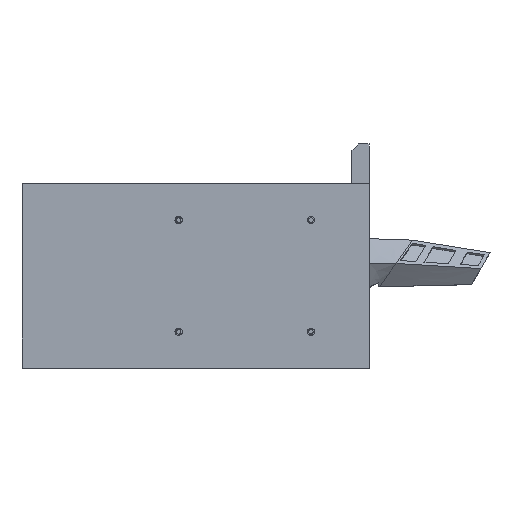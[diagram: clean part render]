
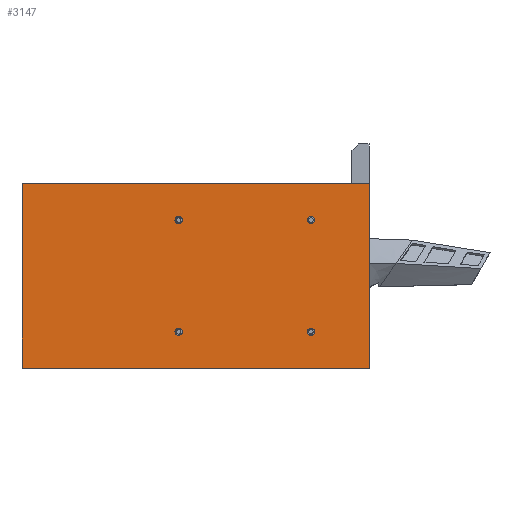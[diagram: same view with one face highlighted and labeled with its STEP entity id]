
A CAD part, left-side view. The second image highlights one B-rep face of the part: STEP entity #3147.
In plain terms, the highlighted planar face has unit normal (-1, 0, 0).
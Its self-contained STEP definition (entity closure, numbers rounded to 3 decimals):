
#104=FACE_BOUND('',#551,.T.);
#105=FACE_BOUND('',#552,.T.);
#106=FACE_BOUND('',#553,.T.);
#107=FACE_BOUND('',#554,.T.);
#169=PLANE('',#3369);
#355=FACE_OUTER_BOUND('',#550,.T.);
#550=EDGE_LOOP('',(#2508,#2509,#2510,#2511));
#551=EDGE_LOOP('',(#2512));
#552=EDGE_LOOP('',(#2513));
#553=EDGE_LOOP('',(#2514));
#554=EDGE_LOOP('',(#2515));
#704=LINE('',#4370,#1046);
#793=LINE('',#4931,#1135);
#807=LINE('',#4978,#1149);
#808=LINE('',#4979,#1150);
#1046=VECTOR('',#3577,10.);
#1135=VECTOR('',#3784,10.);
#1149=VECTOR('',#3836,10.);
#1150=VECTOR('',#3837,10.);
#1380=CIRCLE('',#3354,1.6);
#1382=CIRCLE('',#3358,1.6);
#1384=CIRCLE('',#3362,1.6);
#1386=CIRCLE('',#3366,1.6);
#1445=VERTEX_POINT('',#4367);
#1446=VERTEX_POINT('',#4369);
#1536=VERTEX_POINT('',#4928);
#1537=VERTEX_POINT('',#4930);
#1544=VERTEX_POINT('',#4950);
#1546=VERTEX_POINT('',#4957);
#1548=VERTEX_POINT('',#4964);
#1550=VERTEX_POINT('',#4971);
#1751=EDGE_CURVE('',#1445,#1446,#704,.T.);
#1885=EDGE_CURVE('',#1537,#1536,#793,.T.);
#1895=EDGE_CURVE('',#1544,#1544,#1380,.T.);
#1898=EDGE_CURVE('',#1546,#1546,#1382,.T.);
#1901=EDGE_CURVE('',#1548,#1548,#1384,.T.);
#1904=EDGE_CURVE('',#1550,#1550,#1386,.T.);
#1907=EDGE_CURVE('',#1536,#1446,#807,.T.);
#1908=EDGE_CURVE('',#1537,#1445,#808,.T.);
#2508=ORIENTED_EDGE('',*,*,#1885,.T.);
#2509=ORIENTED_EDGE('',*,*,#1907,.T.);
#2510=ORIENTED_EDGE('',*,*,#1751,.F.);
#2511=ORIENTED_EDGE('',*,*,#1908,.F.);
#2512=ORIENTED_EDGE('',*,*,#1895,.T.);
#2513=ORIENTED_EDGE('',*,*,#1898,.T.);
#2514=ORIENTED_EDGE('',*,*,#1901,.T.);
#2515=ORIENTED_EDGE('',*,*,#1904,.T.);
#3147=ADVANCED_FACE('',(#355,#104,#105,#106,#107),#169,.T.);
#3354=AXIS2_PLACEMENT_3D('',#4951,#3800,#3801);
#3358=AXIS2_PLACEMENT_3D('',#4958,#3809,#3810);
#3362=AXIS2_PLACEMENT_3D('',#4965,#3818,#3819);
#3366=AXIS2_PLACEMENT_3D('',#4972,#3827,#3828);
#3369=AXIS2_PLACEMENT_3D('',#4977,#3834,#3835);
#3577=DIRECTION('',(0.,0.,1.));
#3784=DIRECTION('',(0.,0.,1.));
#3800=DIRECTION('center_axis',(1.,0.,0.));
#3801=DIRECTION('ref_axis',(0.,-1.,0.));
#3809=DIRECTION('center_axis',(1.,0.,0.));
#3810=DIRECTION('ref_axis',(0.,-1.,0.));
#3818=DIRECTION('center_axis',(1.,0.,0.));
#3819=DIRECTION('ref_axis',(0.,-1.,0.));
#3827=DIRECTION('center_axis',(1.,0.,0.));
#3828=DIRECTION('ref_axis',(0.,-1.,0.));
#3834=DIRECTION('center_axis',(-1.,0.,0.));
#3835=DIRECTION('ref_axis',(0.,0.,1.));
#3836=DIRECTION('',(0.,1.,0.));
#3837=DIRECTION('',(0.,1.,0.));
#4367=CARTESIAN_POINT('',(-27.621,131.2,-2.597));
#4369=CARTESIAN_POINT('',(-27.621,131.2,78.167));
#4370=CARTESIAN_POINT('',(-27.621,131.2,78.167));
#4928=CARTESIAN_POINT('',(-27.621,-21.,78.167));
#4930=CARTESIAN_POINT('',(-27.621,-21.,-2.597));
#4931=CARTESIAN_POINT('',(-27.621,-21.,-2.597));
#4950=CARTESIAN_POINT('',(-27.621,64.1,13.285));
#4951=CARTESIAN_POINT('Origin',(-27.621,62.5,13.285));
#4957=CARTESIAN_POINT('',(-27.621,6.1,62.285));
#4958=CARTESIAN_POINT('Origin',(-27.621,4.5,62.285));
#4964=CARTESIAN_POINT('',(-27.621,64.1,62.285));
#4965=CARTESIAN_POINT('Origin',(-27.621,62.5,62.285));
#4971=CARTESIAN_POINT('',(-27.621,6.1,13.285));
#4972=CARTESIAN_POINT('Origin',(-27.621,4.5,13.285));
#4977=CARTESIAN_POINT('Origin',(-27.621,-21.,-2.597));
#4978=CARTESIAN_POINT('',(-27.621,-21.,78.167));
#4979=CARTESIAN_POINT('',(-27.621,128.2,-2.597));
